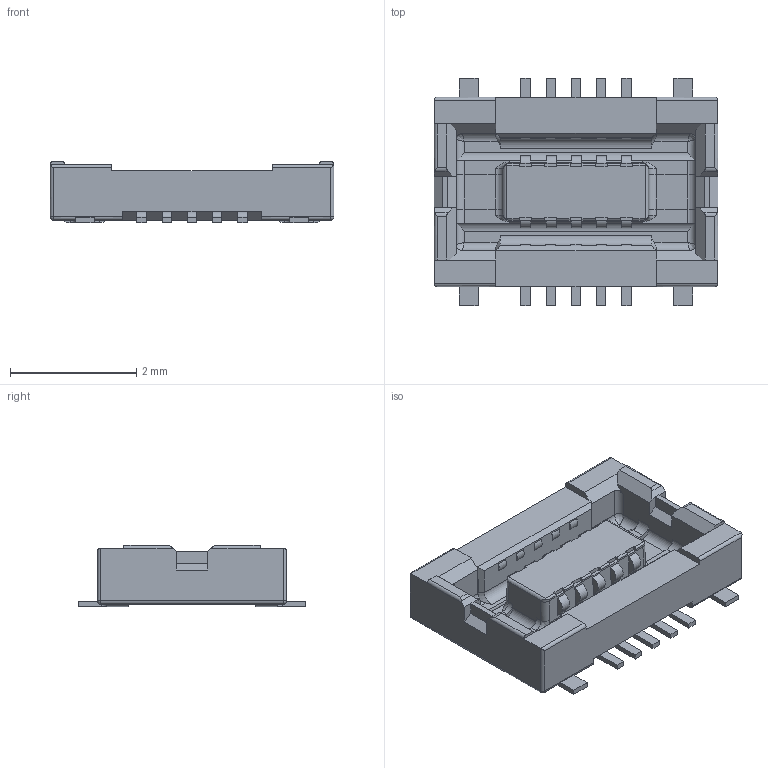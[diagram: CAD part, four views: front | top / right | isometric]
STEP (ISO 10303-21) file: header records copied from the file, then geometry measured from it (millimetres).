
FILE_DESCRIPTION (( 'STEP AP214' ), '1' );
FILE_NAME ('axt510124.stp', '2007-09-19T02:07:25', ( '' ), ( 'PanasonicCorporation' ), '', '', '' );
FILE_SCHEMA (( 'AUTOMOTIVE_DESIGN' ));
Length unit declared in the file: millimetre
Products named in the file (1): axt510124
Bounding box: 4.5 x 3.6 x 0.97 mm (x, y, z)
Volume: 7.8 mm3; surface area: 54.9 mm2
Topology: 1 solids, 1 shells, 434 faces, 1122 edges, 712 vertices
Faces by surface type: plane 288, cylinder 130, bspline 8, sphere 4, cone 4
Entity records: 13297 total; most frequent: CARTESIAN_POINT 2765, ORIENTED_EDGE 2228, DIRECTION 2112, EDGE_CURVE 1114, LINE 834, VECTOR 834, VERTEX_POINT 712, AXIS2_PLACEMENT_3D 639
